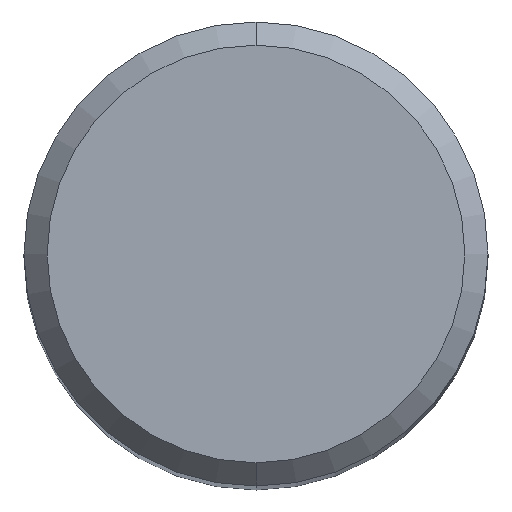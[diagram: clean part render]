
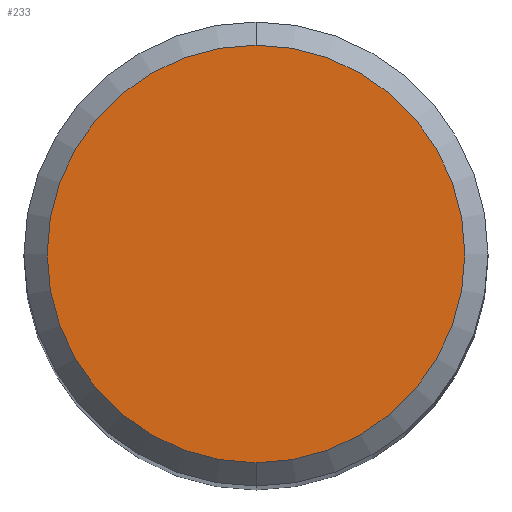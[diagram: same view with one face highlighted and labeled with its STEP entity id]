
A CAD part, top view. The second image highlights one B-rep face of the part: STEP entity #233.
In plain terms, the highlighted planar face has unit normal (0, 0, 1).
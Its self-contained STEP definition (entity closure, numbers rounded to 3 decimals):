
#227=VERTEX_POINT('',#541);
#233=ADVANCED_FACE('',(#547),#548,.T.);
#297=EDGE_CURVE('',#227,#411,#619,.T.);
#351=EDGE_CURVE('',#411,#227,#677,.T.);
#411=VERTEX_POINT('',#746);
#541=CARTESIAN_POINT('',(0.0,3.6,0.));
#547=FACE_OUTER_BOUND('',#905,.T.);
#548=PLANE('',#906);
#619=CIRCLE('',#1076,3.6);
#677=CIRCLE('',#1192,3.6);
#746=CARTESIAN_POINT('',(0.,-3.6,0.));
#905=EDGE_LOOP('',(#1543,#1544));
#906=AXIS2_PLACEMENT_3D('',#1545,#1546,#1547);
#1076=AXIS2_PLACEMENT_3D('',#1626,#1627,#1628);
#1192=AXIS2_PLACEMENT_3D('',#1685,#1686,#1687);
#1543=ORIENTED_EDGE('',*,*,#297,.F.);
#1544=ORIENTED_EDGE('',*,*,#351,.F.);
#1545=CARTESIAN_POINT('',(0.0,1.8,0.));
#1546=DIRECTION('',(-0.0,0.0,1.0));
#1547=DIRECTION('',(0.0,-1.0,0.0));
#1626=CARTESIAN_POINT('',(0.0,0.0,0.));
#1627=DIRECTION('',(0.0,0.0,-1.0));
#1628=DIRECTION('',(0.0,1.0,0.0));
#1685=CARTESIAN_POINT('',(0.0,0.0,0.));
#1686=DIRECTION('',(0.0,0.0,-1.0));
#1687=DIRECTION('',(0.0,1.0,0.0));
